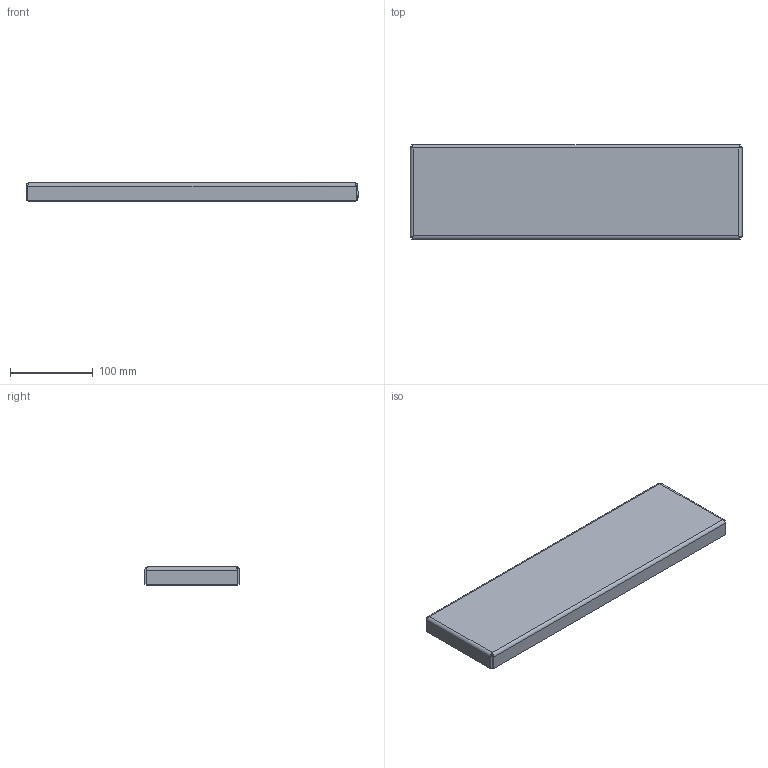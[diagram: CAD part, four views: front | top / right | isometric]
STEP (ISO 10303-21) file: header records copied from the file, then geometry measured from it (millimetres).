
FILE_DESCRIPTION(/* description */ (''),/* implementation_level */ '2;1');
FILE_NAME(/* name */ 'TGSP020400 - Customer.stp',/* time_stamp */ '2014-06-13T08:01:00+02:00',/* author */ ('bs'),/* organization */ (''),/* preprocessor_version */ 'ST-DEVELOPER v15.2',/* originating_system */ 'Autodesk Inventor 2014',/* authorisation */ '');
FILE_SCHEMA (('AUTOMOTIVE_DESIGN { 1 0 10303 214 3 1 1 }'));
Length unit declared in the file: millimetre
Products named in the file (1): TGSP020400 - Customer
Bounding box: 400 x 114 x 22.24 mm (x, y, z)
Volume: 526861.7 mm3; surface area: 228044 mm2
Topology: 1 solids, 1 shells, 76 faces, 181 edges, 113 vertices
Faces by surface type: plane 42, cylinder 20, bspline 11, cone 3
Full cylindrical faces by diameter (mm): 6.647 x3, 12 x3, 16 x3
Entity records: 2390 total; most frequent: CARTESIAN_POINT 698, ORIENTED_EDGE 320, DIRECTION 294, EDGE_CURVE 160, VERTEX_POINT 104, LINE 102, VECTOR 102, EDGE_LOOP 98
